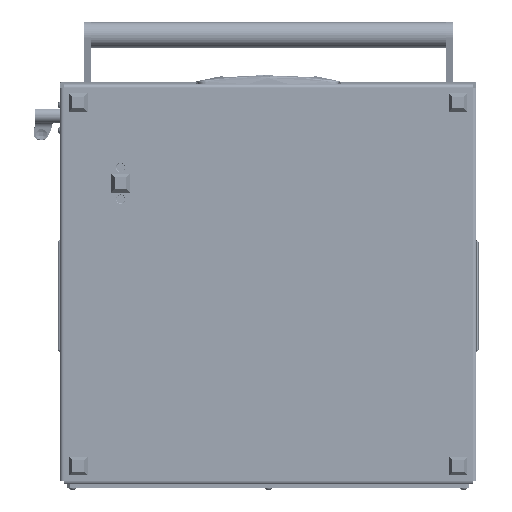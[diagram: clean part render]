
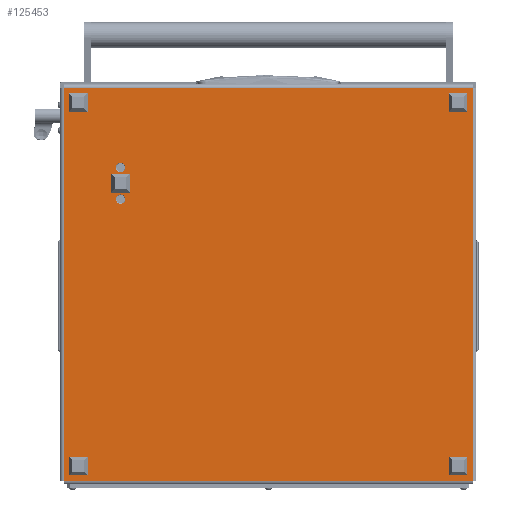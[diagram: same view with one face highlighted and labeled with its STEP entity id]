
A CAD part, front view. The second image highlights one B-rep face of the part: STEP entity #125453.
In plain terms, the highlighted face is planar.
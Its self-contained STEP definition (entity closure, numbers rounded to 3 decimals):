
#6154 = CIRCLE ( 'NONE', #179630, 5.2 ) ;
#9819 = DIRECTION ( 'NONE',  ( -1., 0., 0. ) ) ;
#10764 = CARTESIAN_POINT ( 'NONE',  ( 436., 0., 0. ) ) ;
#19727 = CIRCLE ( 'NONE', #62962, 5.2 ) ;
#23428 = VERTEX_POINT ( 'NONE', #134455 ) ;
#25242 = DIRECTION ( 'NONE',  ( -1., 0., 0. ) ) ;
#26295 = DIRECTION ( 'NONE',  ( -1., 0., 0. ) ) ;
#28178 = CARTESIAN_POINT ( 'NONE',  ( 90., 389., 0. ) ) ;
#30090 = DIRECTION ( 'NONE',  ( -1., 0., 0. ) ) ;
#31218 = ORIENTED_EDGE ( 'NONE', *, *, #163302, .T. ) ;
#32427 = CARTESIAN_POINT ( 'NONE',  ( 0., 452., 0. ) ) ;
#35261 = DIRECTION ( 'NONE',  ( -1., 0., 0. ) ) ;
#35603 = EDGE_LOOP ( 'NONE', ( #85470, #31218, #124953, #115403 ) ) ;
#45979 = EDGE_CURVE ( 'NONE', #23428, #157530, #111870, .T. ) ;
#49014 = DIRECTION ( 'NONE',  ( -1., 0., 0. ) ) ;
#49306 = CARTESIAN_POINT ( 'NONE',  ( 84.8, 389., 0. ) ) ;
#54007 = VERTEX_POINT ( 'NONE', #99301 ) ;
#54017 = VECTOR ( 'NONE', #131459, 1000. ) ;
#55406 = DIRECTION ( 'NONE',  ( 0., 0., -1. ) ) ;
#62497 = CARTESIAN_POINT ( 'NONE',  ( 436., 452., 0. ) ) ;
#62962 = AXIS2_PLACEMENT_3D ( 'NONE', #67381, #82631, #9819 ) ;
#63300 = DIRECTION ( 'NONE',  ( 0., -1., 0. ) ) ;
#64489 = LINE ( 'NONE', #32427, #148505 ) ;
#67381 = CARTESIAN_POINT ( 'NONE',  ( 90., 389., 0. ) ) ;
#71429 = LINE ( 'NONE', #150106, #130358 ) ;
#73802 = PLANE ( 'NONE',  #86196 ) ;
#73920 = CARTESIAN_POINT ( 'NONE',  ( 130.2, 389., 0. ) ) ;
#76622 = FACE_OUTER_BOUND ( 'NONE', #35603, .T. ) ;
#82631 = DIRECTION ( 'NONE',  ( 0., 0., -1. ) ) ;
#83127 = EDGE_CURVE ( 'NONE', #146630, #54007, #71429, .T. ) ;
#85470 = ORIENTED_EDGE ( 'NONE', *, *, #83127, .T. ) ;
#85906 = EDGE_CURVE ( 'NONE', #186831, #125221, #138115, .T. ) ;
#86196 = AXIS2_PLACEMENT_3D ( 'NONE', #159547, #144896, #30090 ) ;
#89030 = EDGE_CURVE ( 'NONE', #124097, #146630, #186772, .T. ) ;
#90356 = VERTEX_POINT ( 'NONE', #107898 ) ;
#91196 = EDGE_LOOP ( 'NONE', ( #106624, #170122 ) ) ;
#92541 = CARTESIAN_POINT ( 'NONE',  ( 436., 452., 0. ) ) ;
#99301 = CARTESIAN_POINT ( 'NONE',  ( 2., 0., 0. ) ) ;
#106624 = ORIENTED_EDGE ( 'NONE', *, *, #145955, .F. ) ;
#106707 = AXIS2_PLACEMENT_3D ( 'NONE', #28178, #55406, #26295 ) ;
#107406 = VECTOR ( 'NONE', #63300, 1000. ) ;
#107898 = CARTESIAN_POINT ( 'NONE',  ( 2., 452., 0. ) ) ;
#111870 = CIRCLE ( 'NONE', #106707, 5.2 ) ;
#115403 = ORIENTED_EDGE ( 'NONE', *, *, #89030, .T. ) ;
#116842 = CARTESIAN_POINT ( 'NONE',  ( 2., 0., 0. ) ) ;
#124097 = VERTEX_POINT ( 'NONE', #62497 ) ;
#124953 = ORIENTED_EDGE ( 'NONE', *, *, #158564, .F. ) ;
#125221 = VERTEX_POINT ( 'NONE', #167893 ) ;
#125453 = ADVANCED_FACE ( 'NONE', ( #146932, #153882, #76622 ), #73802, .T. ) ;
#127248 = DIRECTION ( 'NONE',  ( 0., 0., -1. ) ) ;
#130358 = VECTOR ( 'NONE', #35261, 1000. ) ;
#131459 = DIRECTION ( 'NONE',  ( 0., 1., 0. ) ) ;
#134455 = CARTESIAN_POINT ( 'NONE',  ( 95.2, 389., 0. ) ) ;
#135739 = LINE ( 'NONE', #116842, #54017 ) ;
#135877 = CARTESIAN_POINT ( 'NONE',  ( 125., 389., 0. ) ) ;
#138115 = CIRCLE ( 'NONE', #185114, 5.2 ) ;
#144896 = DIRECTION ( 'NONE',  ( 0., 0., -1. ) ) ;
#145955 = EDGE_CURVE ( 'NONE', #157530, #23428, #19727, .T. ) ;
#146630 = VERTEX_POINT ( 'NONE', #10764 ) ;
#146932 = FACE_BOUND ( 'NONE', #91196, .T. ) ;
#148505 = VECTOR ( 'NONE', #176423, 1000. ) ;
#150106 = CARTESIAN_POINT ( 'NONE',  ( 436., 0., 0. ) ) ;
#153210 = EDGE_CURVE ( 'NONE', #125221, #186831, #6154, .T. ) ;
#153882 = FACE_BOUND ( 'NONE', #184618, .T. ) ;
#154377 = ORIENTED_EDGE ( 'NONE', *, *, #153210, .F. ) ;
#157530 = VERTEX_POINT ( 'NONE', #49306 ) ;
#158564 = EDGE_CURVE ( 'NONE', #124097, #90356, #64489, .T. ) ;
#159547 = CARTESIAN_POINT ( 'NONE',  ( 0., 452., 0. ) ) ;
#162667 = DIRECTION ( 'NONE',  ( 0., 0., -1. ) ) ;
#163302 = EDGE_CURVE ( 'NONE', #54007, #90356, #135739, .T. ) ;
#167893 = CARTESIAN_POINT ( 'NONE',  ( 119.8, 389., 0. ) ) ;
#170122 = ORIENTED_EDGE ( 'NONE', *, *, #45979, .F. ) ;
#170522 = CARTESIAN_POINT ( 'NONE',  ( 125., 389., 0. ) ) ;
#176423 = DIRECTION ( 'NONE',  ( -1., 0., 0. ) ) ;
#179630 = AXIS2_PLACEMENT_3D ( 'NONE', #135877, #162667, #49014 ) ;
#180847 = ORIENTED_EDGE ( 'NONE', *, *, #85906, .F. ) ;
#184618 = EDGE_LOOP ( 'NONE', ( #154377, #180847 ) ) ;
#185114 = AXIS2_PLACEMENT_3D ( 'NONE', #170522, #127248, #25242 ) ;
#186772 = LINE ( 'NONE', #92541, #107406 ) ;
#186831 = VERTEX_POINT ( 'NONE', #73920 ) ;
